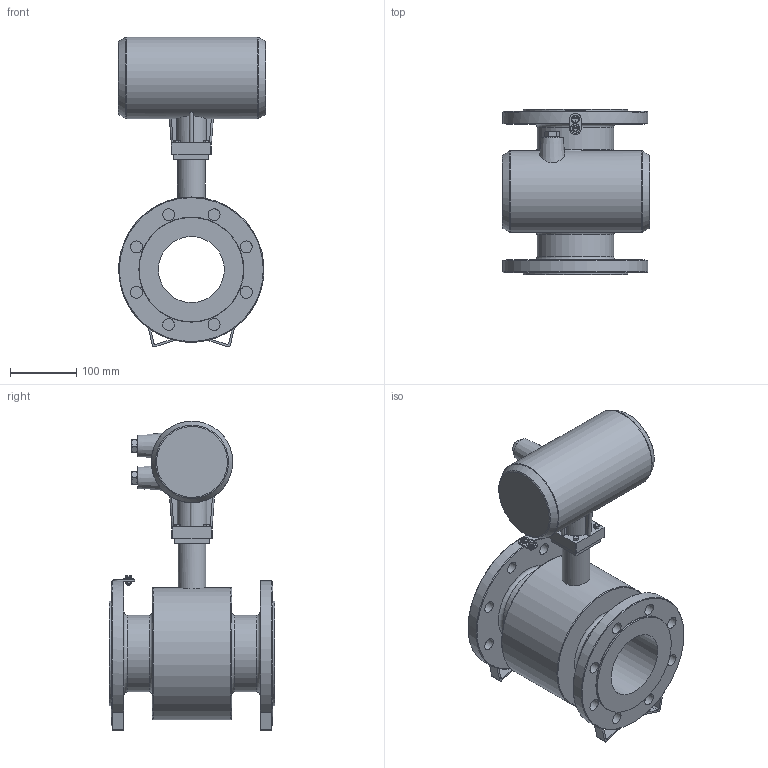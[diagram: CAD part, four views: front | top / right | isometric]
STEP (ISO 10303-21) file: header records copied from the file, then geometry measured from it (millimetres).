
FILE_DESCRIPTION(/* description */ (''),/* implementation_level */ '2;1');
FILE_NAME(/* name */ 'Flowmeter DN100 PN16 Compact.step',/* time_stamp */ '2023-10-05T17:26:24+03:00',/* author */ (''),/* organization */ (''),/* preprocessor_version */ 'ST-DEVELOPER v20',/* originating_system */ 'Autodesk Translation Framework v12.14.0.127',/* authorisation */ '');
FILE_SCHEMA (('AUTOMOTIVE_DESIGN { 1 0 10303 214 3 1 1 }'));
Length unit declared in the file: millimetre
Products named in the file (3): (Unsaved); Flowmeter v11; A_Compact_version
Assembly tree (2 placements, depth 3):
  (Unsaved)
    Flowmeter v11
      A_Compact_version
Bounding box: 224 x 250 x 469 mm (x, y, z)
Volume: 7102575.5 mm3; surface area: 542925.3 mm2
Topology: 1 solids, 6 shells, 639 faces, 1613 edges, 1036 vertices
Faces by surface type: plane 221, bspline 157, cylinder 156, cone 91, torus 14
Full cylindrical faces by diameter (mm): 3.332 x2, 3.961 x9, 4.234 x4, 5 x11, 5.5 x1, 6.5 x4, 8 x2, 10.394 x1, 12.394 x1, 14 x1, 17 x2, 18 x16, 18.137 x10, 18.631 x12, 29 x1, 42 x2, 72 x1, 100 x1, 110 x2, 113 x2, 116 x2, 123.5 x1, 158 x2, 200 x1
Entity records: 55255 total; most frequent: CARTESIAN_POINT 40837, ORIENTED_EDGE 3228, DIRECTION 2366, EDGE_CURVE 1614, VERTEX_POINT 1036, AXIS2_PLACEMENT_3D 878, EDGE_LOOP 756, FACE_OUTER_BOUND 639
